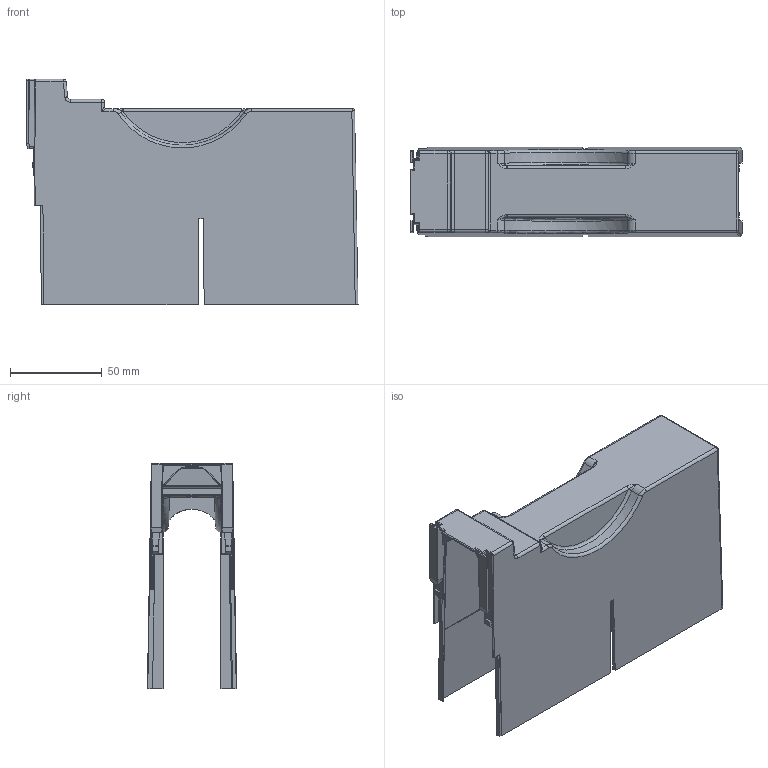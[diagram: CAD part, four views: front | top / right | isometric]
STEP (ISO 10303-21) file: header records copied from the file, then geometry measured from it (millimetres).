
FILE_DESCRIPTION((''),'2;1');
FILE_NAME('1SEP619108P0001_A01','2020-11-30T15:42:22',('CNANWAN3'),(''),'CREO PARAMETRIC BY PTC INC, 2020044','CREO PARAMETRIC BY PTC INC, 2020044','');
FILE_SCHEMA(('CONFIG_CONTROL_DESIGN'));
Length unit declared in the file: inch
Products named in the file (1): 1SEP619108P0001_A01
Bounding box: 181.16 x 48.69 x 123 mm (x, y, z)
Volume: 82439.1 mm3; surface area: 98175.8 mm2
Topology: 1 solids, 1 shells, 384 faces, 1019 edges, 634 vertices
Faces by surface type: plane 172, cylinder 105, bspline 85, sphere 16, cone 6
Entity records: 19347 total; most frequent: CARTESIAN_POINT 10647, ORIENTED_EDGE 2010, DIRECTION 1482, EDGE_CURVE 1005, VERTEX_POINT 634, VECTOR 576, LINE 576, AXIS2_PLACEMENT_3D 453
